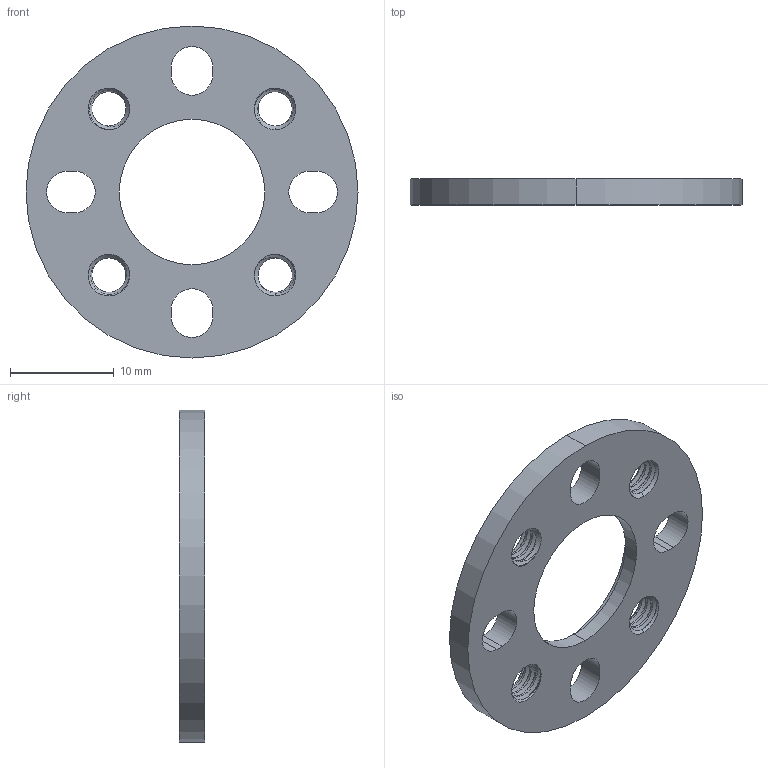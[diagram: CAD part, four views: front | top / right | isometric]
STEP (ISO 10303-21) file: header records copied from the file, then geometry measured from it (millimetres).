
FILE_DESCRIPTION (( 'STEP AP203' ), '1' );
FILE_NAME ('1504-0032-0025.STEP', '2020-09-18T17:45:47', ( '' ), ( '' ), 'SwSTEP 2.0', 'SolidWorks 2016', '' );
FILE_SCHEMA (( 'CONFIG_CONTROL_DESIGN' ));
Length unit declared in the file: millimetre
Products named in the file (1): 1504-0032-0025
Bounding box: 31.95 x 2.5 x 31.95 mm (x, y, z)
Volume: 1314.8 mm3; surface area: 1758.7 mm2
Topology: 1 solids, 1 shells, 119 faces, 328 edges, 212 vertices
Faces by surface type: cylinder 74, cone 26, plane 11, bspline 8
Entity records: 13335 total; most frequent: CARTESIAN_POINT 10562, ORIENTED_EDGE 656, DIRECTION 480, EDGE_CURVE 328, VERTEX_POINT 212, AXIS2_PLACEMENT_3D 186, EDGE_LOOP 138, ADVANCED_FACE 119
